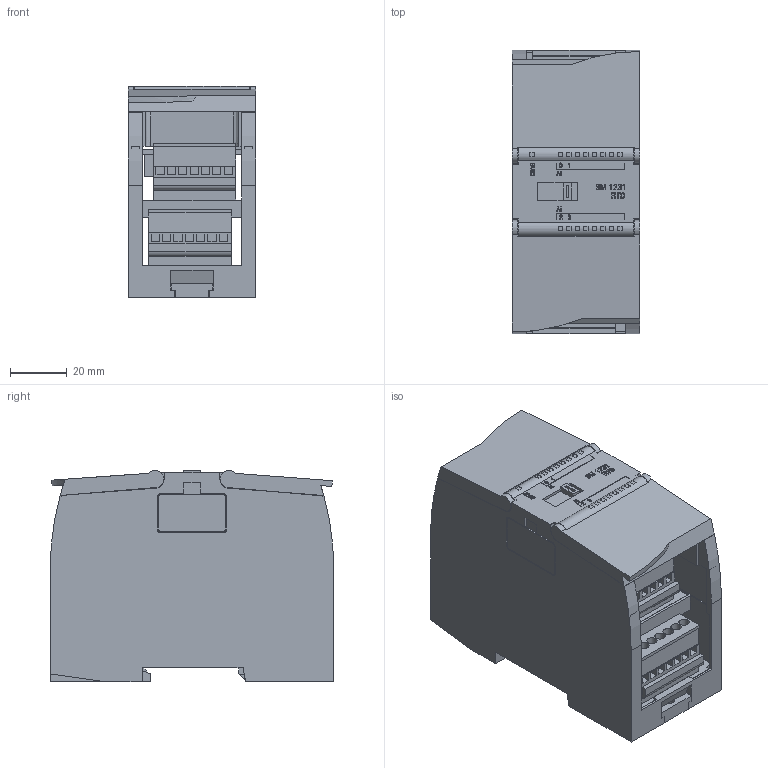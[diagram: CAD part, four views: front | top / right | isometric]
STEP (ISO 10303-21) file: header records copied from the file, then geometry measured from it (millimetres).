
FILE_DESCRIPTION(/* description */ (''),/* implementation_level */ '2;1');
FILE_NAME(/* name */ '6ES7231-5PD32-0XB0_3d.stp',/* time_stamp */ '2024-06-27T16:19:38+02:00',/* author */ (''),/* organization */ (''),/* preprocessor_version */ 'ST-DEVELOPER v18.102',/* originating_system */ 'SIEMENS PLM Software NX 2023',/* authorisation */ '');
FILE_SCHEMA (('AUTOMOTIVE_DESIGN { 1 0 10303 214 3 1 1 1 }'));
Products named in the file (4): A5E31862136A_002; A5E30160608A_002; A5E30160601A_003; A5E31862080A_002
Assembly tree (4 placements, depth 2):
  A5E31862080A_002
    A5E30160601A_003
    A5E30160608A_002  x2
    A5E31862136A_002
Bounding box: 45 x 100 x 74.67 mm (x, y, z)
Volume: 132740.8 mm3; surface area: 84764.1 mm2
Topology: 162 solids, 163 shells, 2266 faces, 5565 edges, 3708 vertices
Faces by surface type: plane 2012, extrusion 169, cylinder 85
Full cylindrical faces by diameter (mm): 0.99 x3, 1 x6, 2 x8, 3.63 x28, 4 x2
Entity records: 87416 total; most frequent: CARTESIAN_POINT 17964, ORIENTED_EDGE 10926, DIRECTION 9649, EDGE_CURVE 5463, VECTOR 5023, LINE 4854, VERTEX_POINT 3679, EDGE_LOOP 2502
